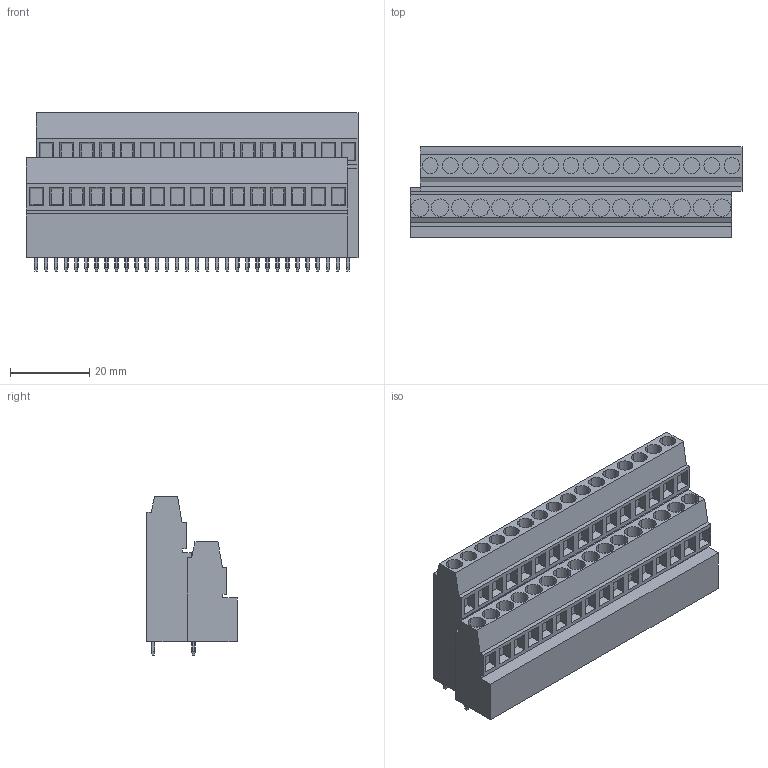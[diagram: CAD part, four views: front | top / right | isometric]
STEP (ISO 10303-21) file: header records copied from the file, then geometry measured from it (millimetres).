
FILE_DESCRIPTION(('CATIA V5 STEP Exchange','CAx-IF Rec.Pracs.--- Model Styling and Organization---1.2---2011-12-15'),'2;1');
FILE_NAME ('D1455736_0_1769380000_1769380000.stp','2018-09-07T14:58:45+00:00',('none'),('Weidmueller'),'CATIA Version 5-6 Release 2014','CATIA V5 STEP AP214','none');
FILE_SCHEMA(('AUTOMOTIVE_DESIGN { 1 0 10303 214 1 1 1 1 }'));
Length unit declared in the file: millimetre
Products named in the file (1): 1769380000
Bounding box: 83.82 x 22.8 x 40.1 mm (x, y, z)
Volume: 47996.7 mm3; surface area: 14157.2 mm2
Topology: 33 solids, 33 shells, 731 faces, 1803 edges, 1202 vertices
Faces by surface type: plane 667, cylinder 64
Entity records: 20113 total; most frequent: CARTESIAN_POINT 3840, ORIENTED_EDGE 3606, DIRECTION 2703, EDGE_CURVE 1803, VECTOR 1419, LINE 1419, VERTEX_POINT 1202, EDGE_LOOP 795
